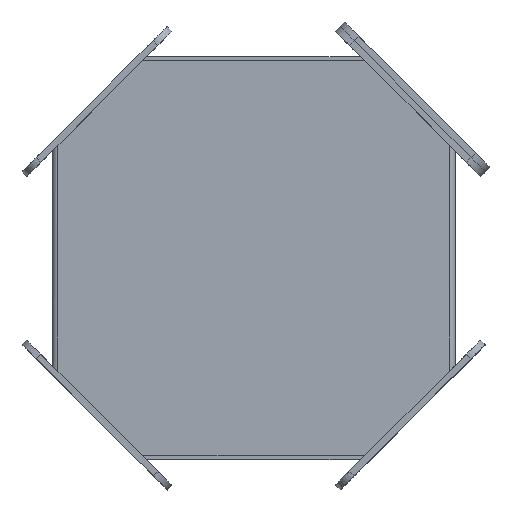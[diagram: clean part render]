
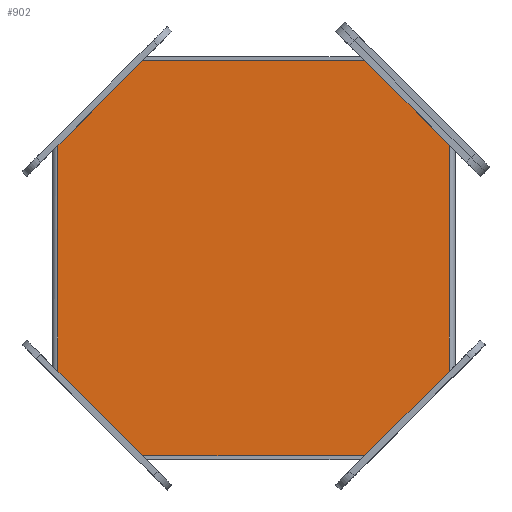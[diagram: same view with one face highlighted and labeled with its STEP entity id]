
A CAD part, top view. The second image highlights one B-rep face of the part: STEP entity #902.
In plain terms, the highlighted planar face has unit normal (0, 0, 1).
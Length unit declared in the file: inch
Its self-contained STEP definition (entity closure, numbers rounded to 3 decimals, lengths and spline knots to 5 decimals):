
#343 = FACE_OUTER_BOUND ( 'NONE', #3785, .T. ) ;
#462 = ORIENTED_EDGE ( 'NONE', *, *, #5812, .T. ) ;
#626 = EDGE_CURVE ( 'NONE', #2003, #3030, #5650, .T. ) ;
#638 = VECTOR ( 'NONE', #1910, 39.37008 ) ;
#655 = VECTOR ( 'NONE', #4606, 39.37008 ) ;
#734 = DIRECTION ( 'NONE',  ( 0.707, -0.707, 0. ) ) ;
#768 = DIRECTION ( 'NONE',  ( 0., 1., 0. ) ) ;
#797 = DIRECTION ( 'NONE',  ( 0., -1., 0. ) ) ;
#902 = ADVANCED_FACE ( 'NONE', ( #343 ), #5202, .T. ) ;
#993 = CARTESIAN_POINT ( 'NONE',  ( -2.09763, -3.736, 2.5 ) ) ;
#1144 = CARTESIAN_POINT ( 'NONE',  ( 2.09763, -3.736, 2.5 ) ) ;
#1162 = DIRECTION ( 'NONE',  ( 0., -1., 0. ) ) ;
#1277 = VERTEX_POINT ( 'NONE', #2118 ) ;
#1583 = LINE ( 'NONE', #1144, #4580 ) ;
#1656 = VERTEX_POINT ( 'NONE', #2179 ) ;
#1693 = DIRECTION ( 'NONE',  ( 0., 0., 1. ) ) ;
#1712 = LINE ( 'NONE', #4827, #1794 ) ;
#1734 = EDGE_CURVE ( 'NONE', #1788, #3030, #4759, .T. ) ;
#1788 = VERTEX_POINT ( 'NONE', #5470 ) ;
#1794 = VECTOR ( 'NONE', #797, 39.37008 ) ;
#1858 = CARTESIAN_POINT ( 'NONE',  ( -2.09763, 3.736, 2.5 ) ) ;
#1910 = DIRECTION ( 'NONE',  ( -1., 0., 0. ) ) ;
#2003 = VERTEX_POINT ( 'NONE', #2824 ) ;
#2113 = CARTESIAN_POINT ( 'NONE',  ( 3.808, 2.02563, 2.5 ) ) ;
#2118 = CARTESIAN_POINT ( 'NONE',  ( 2.09763, -3.736, 2.5 ) ) ;
#2179 = CARTESIAN_POINT ( 'NONE',  ( -2.09763, 3.736, 2.5 ) ) ;
#2213 = CARTESIAN_POINT ( 'NONE',  ( 2.09763, 3.736, 2.5 ) ) ;
#2424 = CARTESIAN_POINT ( 'NONE',  ( -3.7, 2.13363, 2.5 ) ) ;
#2464 = ORIENTED_EDGE ( 'NONE', *, *, #4931, .F. ) ;
#2558 = CARTESIAN_POINT ( 'NONE',  ( 0., -5.83363, 2.5 ) ) ;
#2686 = DIRECTION ( 'NONE',  ( 1., 0., 0. ) ) ;
#2797 = CARTESIAN_POINT ( 'NONE',  ( -2.09763, -3.736, 2.5 ) ) ;
#2824 = CARTESIAN_POINT ( 'NONE',  ( 3.7, -2.13363, 2.5 ) ) ;
#2872 = LINE ( 'NONE', #5549, #655 ) ;
#2949 = DIRECTION ( 'NONE',  ( -0.707, -0.707, 0. ) ) ;
#2951 = CARTESIAN_POINT ( 'NONE',  ( 3.7, -5.83363, 2.5 ) ) ;
#3030 = VERTEX_POINT ( 'NONE', #5491 ) ;
#3112 = EDGE_CURVE ( 'NONE', #4736, #4811, #2872, .T. ) ;
#3229 = LINE ( 'NONE', #1858, #4483 ) ;
#3392 = ORIENTED_EDGE ( 'NONE', *, *, #1734, .F. ) ;
#3688 = VECTOR ( 'NONE', #2686, 39.37008 ) ;
#3785 = EDGE_LOOP ( 'NONE', ( #3392, #4739, #4604, #462, #4885, #5600, #2464, #5159 ) ) ;
#3944 = VECTOR ( 'NONE', #734, 39.37008 ) ;
#4261 = EDGE_CURVE ( 'NONE', #5593, #1656, #3229, .T. ) ;
#4267 = CARTESIAN_POINT ( 'NONE',  ( -3.7, -2.13363, 2.5 ) ) ;
#4307 = AXIS2_PLACEMENT_3D ( 'NONE', #2558, #1693, #1162 ) ;
#4469 = LINE ( 'NONE', #2797, #638 ) ;
#4470 = LINE ( 'NONE', #2213, #3688 ) ;
#4483 = VECTOR ( 'NONE', #5420, 39.37008 ) ;
#4580 = VECTOR ( 'NONE', #2949, 39.37008 ) ;
#4604 = ORIENTED_EDGE ( 'NONE', *, *, #4261, .F. ) ;
#4606 = DIRECTION ( 'NONE',  ( -0.707, 0.707, 0. ) ) ;
#4736 = VERTEX_POINT ( 'NONE', #993 ) ;
#4739 = ORIENTED_EDGE ( 'NONE', *, *, #5733, .F. ) ;
#4746 = EDGE_CURVE ( 'NONE', #1277, #4736, #4469, .T. ) ;
#4759 = LINE ( 'NONE', #2113, #3944 ) ;
#4811 = VERTEX_POINT ( 'NONE', #4267 ) ;
#4827 = CARTESIAN_POINT ( 'NONE',  ( -3.7, -5.83363, 2.5 ) ) ;
#4885 = ORIENTED_EDGE ( 'NONE', *, *, #3112, .F. ) ;
#4931 = EDGE_CURVE ( 'NONE', #2003, #1277, #1583, .T. ) ;
#5159 = ORIENTED_EDGE ( 'NONE', *, *, #626, .T. ) ;
#5202 = PLANE ( 'NONE',  #4307 ) ;
#5420 = DIRECTION ( 'NONE',  ( 0.707, 0.707, 0. ) ) ;
#5470 = CARTESIAN_POINT ( 'NONE',  ( 2.09763, 3.736, 2.5 ) ) ;
#5491 = CARTESIAN_POINT ( 'NONE',  ( 3.7, 2.13363, 2.5 ) ) ;
#5549 = CARTESIAN_POINT ( 'NONE',  ( -3.808, -2.02563, 2.5 ) ) ;
#5593 = VERTEX_POINT ( 'NONE', #2424 ) ;
#5600 = ORIENTED_EDGE ( 'NONE', *, *, #4746, .F. ) ;
#5650 = LINE ( 'NONE', #2951, #5807 ) ;
#5733 = EDGE_CURVE ( 'NONE', #1656, #1788, #4470, .T. ) ;
#5807 = VECTOR ( 'NONE', #768, 39.37008 ) ;
#5812 = EDGE_CURVE ( 'NONE', #5593, #4811, #1712, .T. ) ;
